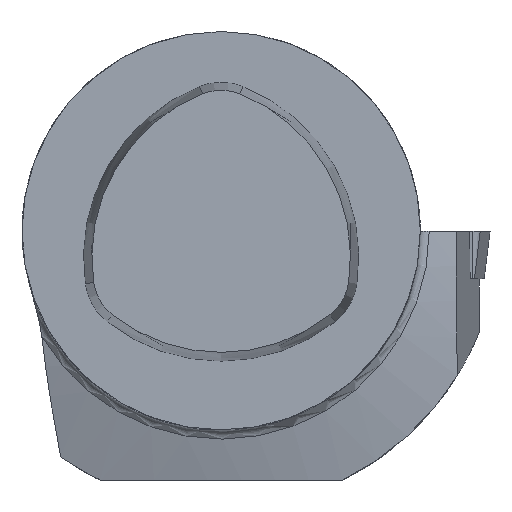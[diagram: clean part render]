
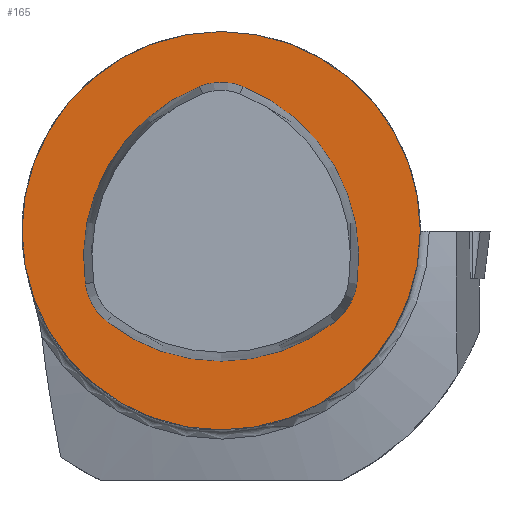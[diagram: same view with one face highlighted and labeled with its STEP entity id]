
A CAD part, top view. The second image highlights one B-rep face of the part: STEP entity #165.
In plain terms, the highlighted planar face has unit normal (0, 0, 1).
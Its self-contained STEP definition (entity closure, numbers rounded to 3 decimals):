
#110=FACE_BOUND('',#305,.T.);
#111=FACE_BOUND('',#306,.T.);
#165=ADVANCED_FACE('',(#110,#111),#212,.T.);
#212=PLANE('',#1079);
#305=EDGE_LOOP('',(#467,#468,#469,#470,#471,#472));
#306=EDGE_LOOP('',(#473));
#352=CIRCLE('',#1055,20.);
#359=CIRCLE('',#1073,5.9);
#360=CIRCLE('',#1074,18.5);
#361=CIRCLE('',#1075,5.9);
#362=CIRCLE('',#1076,18.5);
#363=CIRCLE('',#1077,5.9);
#364=CIRCLE('',#1078,18.5);
#467=ORIENTED_EDGE('',*,*,#783,.T.);
#468=ORIENTED_EDGE('',*,*,#784,.T.);
#469=ORIENTED_EDGE('',*,*,#785,.T.);
#470=ORIENTED_EDGE('',*,*,#786,.T.);
#471=ORIENTED_EDGE('',*,*,#787,.T.);
#472=ORIENTED_EDGE('',*,*,#788,.T.);
#473=ORIENTED_EDGE('',*,*,#759,.F.);
#663=VERTEX_POINT('',#1559);
#686=VERTEX_POINT('',#1614);
#687=VERTEX_POINT('',#1615);
#688=VERTEX_POINT('',#1617);
#689=VERTEX_POINT('',#1619);
#690=VERTEX_POINT('',#1621);
#691=VERTEX_POINT('',#1623);
#759=EDGE_CURVE('',#663,#663,#352,.T.);
#783=EDGE_CURVE('',#686,#687,#359,.T.);
#784=EDGE_CURVE('',#687,#688,#360,.T.);
#785=EDGE_CURVE('',#688,#689,#361,.T.);
#786=EDGE_CURVE('',#689,#690,#362,.T.);
#787=EDGE_CURVE('',#690,#691,#363,.T.);
#788=EDGE_CURVE('',#691,#686,#364,.T.);
#1055=AXIS2_PLACEMENT_3D('',#1558,#1216,#1217);
#1073=AXIS2_PLACEMENT_3D('',#1613,#1260,#1261);
#1074=AXIS2_PLACEMENT_3D('',#1616,#1262,#1263);
#1075=AXIS2_PLACEMENT_3D('',#1618,#1264,#1265);
#1076=AXIS2_PLACEMENT_3D('',#1620,#1266,#1267);
#1077=AXIS2_PLACEMENT_3D('',#1622,#1268,#1269);
#1078=AXIS2_PLACEMENT_3D('',#1624,#1270,#1271);
#1079=AXIS2_PLACEMENT_3D('',#1625,#1272,#1273);
#1216=DIRECTION('',(0.,0.,-1.));
#1217=DIRECTION('',(-1.,0.,0.));
#1260=DIRECTION('',(0.,0.,-1.));
#1261=DIRECTION('',(-1.,0.,0.));
#1262=DIRECTION('',(0.,0.,-1.));
#1263=DIRECTION('',(-1.,0.,0.));
#1264=DIRECTION('',(0.,0.,-1.));
#1265=DIRECTION('',(-1.,0.,0.));
#1266=DIRECTION('',(0.,0.,-1.));
#1267=DIRECTION('',(-1.,0.,0.));
#1268=DIRECTION('',(0.,0.,-1.));
#1269=DIRECTION('',(-1.,0.,0.));
#1270=DIRECTION('',(0.,0.,-1.));
#1271=DIRECTION('',(-1.,0.,0.));
#1272=DIRECTION('',(0.,0.,1.));
#1273=DIRECTION('',(-1.,0.,0.));
#1558=CARTESIAN_POINT('',(0.,0.,0.));
#1559=CARTESIAN_POINT('',(-20.,0.,0.));
#1613=CARTESIAN_POINT('',(0.,9.,0.));
#1614=CARTESIAN_POINT('',(-2.19,14.479,0.));
#1615=CARTESIAN_POINT('',(2.19,14.479,0.));
#1616=CARTESIAN_POINT('',(-4.677,-2.7,0.));
#1617=CARTESIAN_POINT('',(13.634,-5.343,0.));
#1618=CARTESIAN_POINT('',(7.794,-4.5,0.));
#1619=CARTESIAN_POINT('',(11.444,-9.136,0.));
#1620=CARTESIAN_POINT('',(0.,5.4,0.));
#1621=CARTESIAN_POINT('',(-11.444,-9.136,0.));
#1622=CARTESIAN_POINT('',(-7.794,-4.5,0.));
#1623=CARTESIAN_POINT('',(-13.634,-5.343,0.));
#1624=CARTESIAN_POINT('',(4.677,-2.7,0.));
#1625=CARTESIAN_POINT('',(0.,0.,0.));
